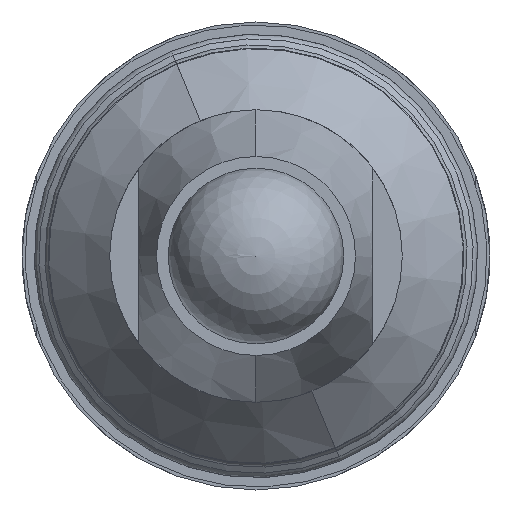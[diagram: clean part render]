
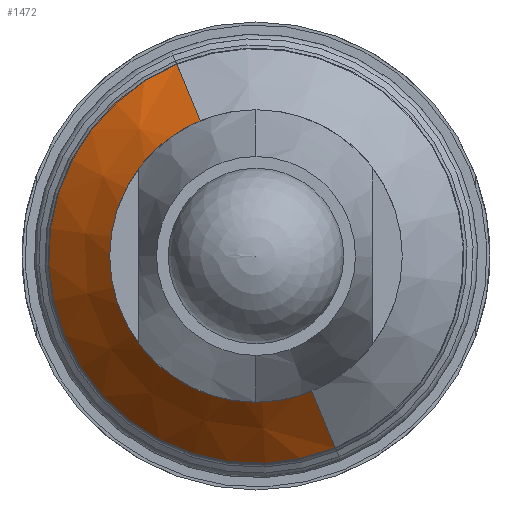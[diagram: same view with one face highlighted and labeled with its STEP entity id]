
A CAD part, left-side view. The second image highlights one B-rep face of the part: STEP entity #1472.
In plain terms, the highlighted conical face has half-angle 43.046 degrees and reference radius 3.557 mm.
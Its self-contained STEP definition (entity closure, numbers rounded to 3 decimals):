
#149 = ORIENTED_EDGE ( 'NONE', *, *, #480, .T. ) ;
#480 = EDGE_CURVE ( 'NONE', #9807, #6038, #5644, .T. ) ;
#1038 = AXIS2_PLACEMENT_3D ( 'NONE', #10468, #1821, #10414 ) ;
#1105 = VECTOR ( 'NONE', #10647, 1000. ) ;
#1305 = EDGE_CURVE ( 'NONE', #10991, #1419, #9079, .T. ) ;
#1419 = VERTEX_POINT ( 'NONE', #4878 ) ;
#1472 = ADVANCED_FACE ( 'NONE', ( #7755 ), #9066, .T. ) ;
#1821 = DIRECTION ( 'NONE',  ( 1., 0., 0. ) ) ;
#2121 = ORIENTED_EDGE ( 'NONE', *, *, #6442, .F. ) ;
#2345 = VECTOR ( 'NONE', #3929, 1000. ) ;
#3300 = DIRECTION ( 'NONE',  ( 0., 0.382, 0.924 ) ) ;
#3920 = DIRECTION ( 'NONE',  ( -1., 0., 0. ) ) ;
#3929 = DIRECTION ( 'NONE',  ( 0.731, -0.261, -0.631 ) ) ;
#4246 = EDGE_CURVE ( 'NONE', #6038, #1419, #7075, .T. ) ;
#4312 = DIRECTION ( 'NONE',  ( -1., 0., 0. ) ) ;
#4437 = AXIS2_PLACEMENT_3D ( 'NONE', #6504, #3920, #7304 ) ;
#4538 = EDGE_LOOP ( 'NONE', ( #2121, #149, #7699, #9636 ) ) ;
#4715 = CARTESIAN_POINT ( 'NONE',  ( -108.108, 1.358, 3.287 ) ) ;
#4878 = CARTESIAN_POINT ( 'NONE',  ( -108.108, -1.358, -3.287 ) ) ;
#5644 = LINE ( 'NONE', #4715, #1105 ) ;
#6007 = CARTESIAN_POINT ( 'NONE',  ( -109.4, 0., 0. ) ) ;
#6038 = VERTEX_POINT ( 'NONE', #8266 ) ;
#6442 = EDGE_CURVE ( 'NONE', #9807, #10991, #7412, .T. ) ;
#6504 = CARTESIAN_POINT ( 'NONE',  ( -108.108, 0., 0. ) ) ;
#7075 = CIRCLE ( 'NONE', #4437, 3.556 ) ;
#7304 = DIRECTION ( 'NONE',  ( 0., 0.382, 0.924 ) ) ;
#7365 = CARTESIAN_POINT ( 'NONE',  ( -108.108, -1.358, -3.287 ) ) ;
#7412 = CIRCLE ( 'NONE', #10485, 2.35 ) ;
#7699 = ORIENTED_EDGE ( 'NONE', *, *, #4246, .T. ) ;
#7755 = FACE_OUTER_BOUND ( 'NONE', #4538, .T. ) ;
#8044 = CARTESIAN_POINT ( 'NONE',  ( -109.4, -0.897, -2.172 ) ) ;
#8266 = CARTESIAN_POINT ( 'NONE',  ( -108.108, 1.358, 3.287 ) ) ;
#9066 = CONICAL_SURFACE ( 'NONE', #1038, 3.556, 0.751 ) ;
#9079 = LINE ( 'NONE', #7365, #2345 ) ;
#9636 = ORIENTED_EDGE ( 'NONE', *, *, #1305, .F. ) ;
#9807 = VERTEX_POINT ( 'NONE', #10129 ) ;
#10129 = CARTESIAN_POINT ( 'NONE',  ( -109.4, 0.897, 2.172 ) ) ;
#10414 = DIRECTION ( 'NONE',  ( 0., -0.382, -0.924 ) ) ;
#10468 = CARTESIAN_POINT ( 'NONE',  ( -108.108, 0., 0. ) ) ;
#10485 = AXIS2_PLACEMENT_3D ( 'NONE', #6007, #4312, #3300 ) ;
#10647 = DIRECTION ( 'NONE',  ( 0.731, 0.261, 0.631 ) ) ;
#10991 = VERTEX_POINT ( 'NONE', #8044 ) ;
